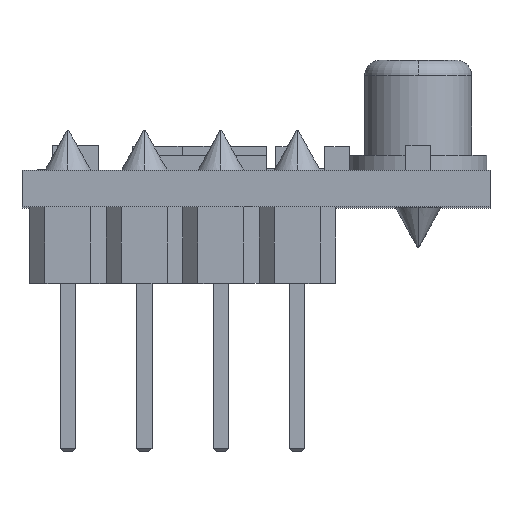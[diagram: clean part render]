
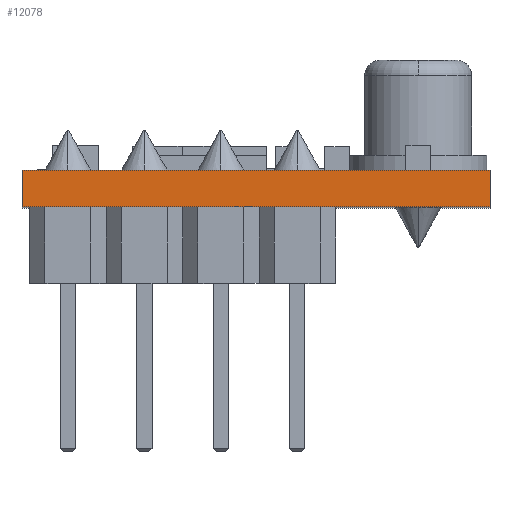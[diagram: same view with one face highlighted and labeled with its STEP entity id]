
A CAD part, top view. The second image highlights one B-rep face of the part: STEP entity #12078.
In plain terms, the highlighted planar face has unit normal (0, 0, 1).
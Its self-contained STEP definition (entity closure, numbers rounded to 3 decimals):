
#348 = CARTESIAN_POINT ( 'NONE',  ( 7.65, 1.2, 14.5 ) ) ;
#475 = VERTEX_POINT ( 'NONE', #1567 ) ;
#902 = DIRECTION ( 'NONE',  ( -1., 0., 0. ) ) ;
#1186 = EDGE_CURVE ( 'NONE', #2023, #475, #5318, .T. ) ;
#1567 = CARTESIAN_POINT ( 'NONE',  ( 7.65, 0., 14.5 ) ) ;
#1841 = ORIENTED_EDGE ( 'NONE', *, *, #1186, .T. ) ;
#1990 = ORIENTED_EDGE ( 'NONE', *, *, #8521, .F. ) ;
#2023 = VERTEX_POINT ( 'NONE', #11005 ) ;
#2334 = LINE ( 'NONE', #8293, #6430 ) ;
#2712 = VECTOR ( 'NONE', #11450, 1000. ) ;
#2953 = VECTOR ( 'NONE', #7055, 1000. ) ;
#3206 = DIRECTION ( 'NONE',  ( 1., 0., 0. ) ) ;
#3435 = DIRECTION ( 'NONE',  ( 0., -1., 0. ) ) ;
#4278 = LINE ( 'NONE', #348, #2712 ) ;
#5318 = LINE ( 'NONE', #9302, #11671 ) ;
#5793 = VERTEX_POINT ( 'NONE', #9328 ) ;
#5847 = AXIS2_PLACEMENT_3D ( 'NONE', #5901, #9893, #902 ) ;
#5901 = CARTESIAN_POINT ( 'NONE',  ( 7.65, 1.2, 14.5 ) ) ;
#6430 = VECTOR ( 'NONE', #3435, 1000. ) ;
#7055 = DIRECTION ( 'NONE',  ( 1., 0., 0. ) ) ;
#7106 = EDGE_LOOP ( 'NONE', ( #1841, #10423, #1990, #11530 ) ) ;
#8293 = CARTESIAN_POINT ( 'NONE',  ( -7.65, 1.2, 14.5 ) ) ;
#8521 = EDGE_CURVE ( 'NONE', #5793, #9411, #9874, .T. ) ;
#8870 = CARTESIAN_POINT ( 'NONE',  ( 7.65, 1.2, 14.5 ) ) ;
#9302 = CARTESIAN_POINT ( 'NONE',  ( 7.65, 0., 14.5 ) ) ;
#9328 = CARTESIAN_POINT ( 'NONE',  ( -7.65, 1.2, 14.5 ) ) ;
#9411 = VERTEX_POINT ( 'NONE', #12066 ) ;
#9874 = LINE ( 'NONE', #8870, #2953 ) ;
#9893 = DIRECTION ( 'NONE',  ( 0., 0., -1. ) ) ;
#10423 = ORIENTED_EDGE ( 'NONE', *, *, #12372, .F. ) ;
#10810 = FACE_OUTER_BOUND ( 'NONE', #7106, .T. ) ;
#11005 = CARTESIAN_POINT ( 'NONE',  ( -7.65, 0., 14.5 ) ) ;
#11450 = DIRECTION ( 'NONE',  ( 0., -1., 0. ) ) ;
#11507 = EDGE_CURVE ( 'NONE', #5793, #2023, #2334, .T. ) ;
#11530 = ORIENTED_EDGE ( 'NONE', *, *, #11507, .T. ) ;
#11671 = VECTOR ( 'NONE', #3206, 1000. ) ;
#11950 = PLANE ( 'NONE',  #5847 ) ;
#12066 = CARTESIAN_POINT ( 'NONE',  ( 7.65, 1.2, 14.5 ) ) ;
#12078 = ADVANCED_FACE ( 'NONE', ( #10810 ), #11950, .F. ) ;
#12372 = EDGE_CURVE ( 'NONE', #9411, #475, #4278, .T. ) ;
